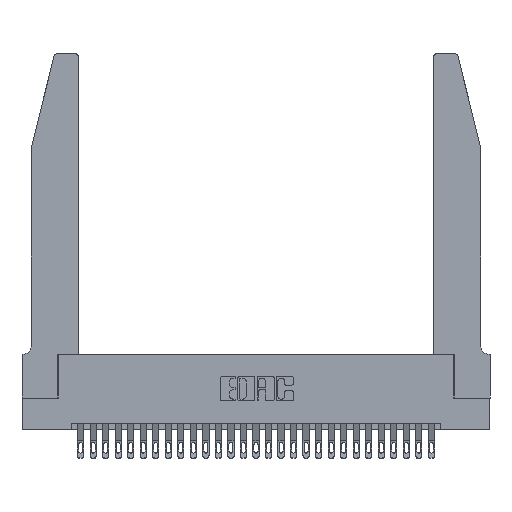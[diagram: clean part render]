
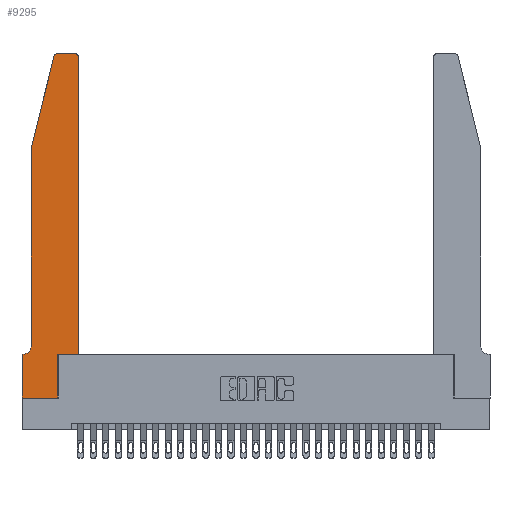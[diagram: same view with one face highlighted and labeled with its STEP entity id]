
A CAD part, top view. The second image highlights one B-rep face of the part: STEP entity #9295.
In plain terms, the highlighted planar face has unit normal (0, 0, 1).
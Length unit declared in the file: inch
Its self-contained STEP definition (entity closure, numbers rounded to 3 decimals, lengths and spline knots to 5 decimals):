
#330 = LINE ( 'NONE', #28545, #23996 ) ;
#711 = LINE ( 'NONE', #12179, #23658 ) ;
#1016 = CARTESIAN_POINT ( 'NONE',  ( 0.0755, 2., 0.37 ) ) ;
#1482 = DIRECTION ( 'NONE',  ( 0., 0., -1. ) ) ;
#1579 = VERTEX_POINT ( 'NONE', #20648 ) ;
#2430 = DIRECTION ( 'NONE',  ( 0., -1., 0. ) ) ;
#2646 = VECTOR ( 'NONE', #22130, 39.37008 ) ;
#2950 = LINE ( 'NONE', #13096, #26586 ) ;
#3168 = ORIENTED_EDGE ( 'NONE', *, *, #27045, .T. ) ;
#3592 = VECTOR ( 'NONE', #2430, 39.37008 ) ;
#3759 = CARTESIAN_POINT ( 'NONE',  ( 0.4505, 0.35, 0.37 ) ) ;
#4029 = PLANE ( 'NONE',  #7840 ) ;
#4123 = CARTESIAN_POINT ( 'NONE',  ( 0.284, 2.72, 0.37 ) ) ;
#4343 = CARTESIAN_POINT ( 'NONE',  ( 0., 0.35, 0.37 ) ) ;
#4431 = DIRECTION ( 'NONE',  ( 1., 0., 0. ) ) ;
#4840 = VERTEX_POINT ( 'NONE', #7497 ) ;
#5105 = EDGE_CURVE ( 'NONE', #23144, #29135, #29044, .T. ) ;
#5225 = VERTEX_POINT ( 'NONE', #29236 ) ;
#5693 = EDGE_LOOP ( 'NONE', ( #3168, #16217, #23613, #6821, #25040, #10488, #7930, #26110, #8661, #9404, #10850, #16948 ) ) ;
#6040 = CARTESIAN_POINT ( 'NONE',  ( 0.4205, 2.75, 0.37 ) ) ;
#6479 = DIRECTION ( 'NONE',  ( 1., 0., 0. ) ) ;
#6787 = CARTESIAN_POINT ( 'NONE',  ( 0.4505, 0.35, 0.37 ) ) ;
#6821 = ORIENTED_EDGE ( 'NONE', *, *, #26900, .T. ) ;
#6867 = VERTEX_POINT ( 'NONE', #6040 ) ;
#7192 = CARTESIAN_POINT ( 'NONE',  ( 0.0755, 0.42, 0.37 ) ) ;
#7441 = EDGE_CURVE ( 'NONE', #13525, #11442, #26154, .T. ) ;
#7497 = CARTESIAN_POINT ( 'NONE',  ( 0., 0., 0.37 ) ) ;
#7610 = EDGE_CURVE ( 'NONE', #11442, #28596, #27899, .T. ) ;
#7694 = AXIS2_PLACEMENT_3D ( 'NONE', #4123, #20190, #6479 ) ;
#7840 = AXIS2_PLACEMENT_3D ( 'NONE', #11068, #26932, #13365 ) ;
#7930 = ORIENTED_EDGE ( 'NONE', *, *, #24803, .T. ) ;
#7979 = VECTOR ( 'NONE', #28705, 39.37008 ) ;
#8661 = ORIENTED_EDGE ( 'NONE', *, *, #7441, .T. ) ;
#9295 = ADVANCED_FACE ( 'NONE', ( #22723 ), #4029, .T. ) ;
#9374 = CARTESIAN_POINT ( 'NONE',  ( 0.0755, 2., 0.37 ) ) ;
#9404 = ORIENTED_EDGE ( 'NONE', *, *, #7610, .T. ) ;
#9568 = VECTOR ( 'NONE', #16580, 39.37008 ) ;
#9676 = CARTESIAN_POINT ( 'NONE',  ( 0.0755, 2., 0.37 ) ) ;
#9826 = CARTESIAN_POINT ( 'NONE',  ( 0.0755, 0.35, 0.37 ) ) ;
#9871 = DIRECTION ( 'NONE',  ( -1., 0., 0. ) ) ;
#10488 = ORIENTED_EDGE ( 'NONE', *, *, #17155, .T. ) ;
#10850 = ORIENTED_EDGE ( 'NONE', *, *, #15184, .T. ) ;
#11068 = CARTESIAN_POINT ( 'NONE',  ( 0., 0.35, 0.37 ) ) ;
#11083 = CARTESIAN_POINT ( 'NONE',  ( 0.25487, 2.72718, 0.37 ) ) ;
#11266 = LINE ( 'NONE', #9826, #16641 ) ;
#11442 = VERTEX_POINT ( 'NONE', #18001 ) ;
#11953 = DIRECTION ( 'NONE',  ( 0., 0., 1. ) ) ;
#12085 = CARTESIAN_POINT ( 'NONE',  ( 0.4505, 0.35, 0.37 ) ) ;
#12120 = VERTEX_POINT ( 'NONE', #11083 ) ;
#12179 = CARTESIAN_POINT ( 'NONE',  ( 0.2605, 2.75, 0.37 ) ) ;
#13096 = CARTESIAN_POINT ( 'NONE',  ( 0., 0., 0.37 ) ) ;
#13365 = DIRECTION ( 'NONE',  ( 1., 0., 0. ) ) ;
#13525 = VERTEX_POINT ( 'NONE', #18153 ) ;
#13547 = VERTEX_POINT ( 'NONE', #4343 ) ;
#15184 = EDGE_CURVE ( 'NONE', #28596, #1579, #26295, .T. ) ;
#15361 = CARTESIAN_POINT ( 'NONE',  ( 0.0055, 0.42, 0.37 ) ) ;
#15571 = EDGE_CURVE ( 'NONE', #12120, #18461, #16395, .T. ) ;
#15909 = VECTOR ( 'NONE', #4431, 39.37008 ) ;
#16217 = ORIENTED_EDGE ( 'NONE', *, *, #27447, .T. ) ;
#16395 = LINE ( 'NONE', #9676, #9568 ) ;
#16580 = DIRECTION ( 'NONE',  ( -0.239, -0.971, 0. ) ) ;
#16641 = VECTOR ( 'NONE', #23433, 39.37008 ) ;
#16837 = AXIS2_PLACEMENT_3D ( 'NONE', #15361, #1482, #17613 ) ;
#16948 = ORIENTED_EDGE ( 'NONE', *, *, #20126, .T. ) ;
#17155 = EDGE_CURVE ( 'NONE', #29135, #13547, #11266, .T. ) ;
#17613 = DIRECTION ( 'NONE',  ( -1., 0., 0. ) ) ;
#18001 = CARTESIAN_POINT ( 'NONE',  ( 0.2865, 0.35, 0.37 ) ) ;
#18153 = CARTESIAN_POINT ( 'NONE',  ( 0.2865, 0., 0.37 ) ) ;
#18461 = VERTEX_POINT ( 'NONE', #1016 ) ;
#19257 = AXIS2_PLACEMENT_3D ( 'NONE', #25532, #11953, #27801 ) ;
#19750 = CIRCLE ( 'NONE', #7694, 0.03 ) ;
#19945 = DIRECTION ( 'NONE',  ( 0., -1., 0. ) ) ;
#20126 = EDGE_CURVE ( 'NONE', #1579, #6867, #20680, .T. ) ;
#20190 = DIRECTION ( 'NONE',  ( 0., 0., 1. ) ) ;
#20648 = CARTESIAN_POINT ( 'NONE',  ( 0.4505, 2.72, 0.37 ) ) ;
#20680 = CIRCLE ( 'NONE', #19257, 0.03 ) ;
#21839 = DIRECTION ( 'NONE',  ( 1., 0., 0. ) ) ;
#22130 = DIRECTION ( 'NONE',  ( 0., 1., 0. ) ) ;
#22723 = FACE_OUTER_BOUND ( 'NONE', #5693, .T. ) ;
#23144 = VERTEX_POINT ( 'NONE', #7192 ) ;
#23433 = DIRECTION ( 'NONE',  ( -1., 0., 0. ) ) ;
#23613 = ORIENTED_EDGE ( 'NONE', *, *, #15571, .T. ) ;
#23658 = VECTOR ( 'NONE', #9871, 39.37008 ) ;
#23996 = VECTOR ( 'NONE', #21839, 39.37008 ) ;
#24803 = EDGE_CURVE ( 'NONE', #13547, #4840, #2950, .T. ) ;
#25040 = ORIENTED_EDGE ( 'NONE', *, *, #5105, .T. ) ;
#25248 = CARTESIAN_POINT ( 'NONE',  ( 0.0055, 0.35, 0.37 ) ) ;
#25532 = CARTESIAN_POINT ( 'NONE',  ( 0.4205, 2.72, 0.37 ) ) ;
#26110 = ORIENTED_EDGE ( 'NONE', *, *, #26549, .T. ) ;
#26154 = LINE ( 'NONE', #26448, #7979 ) ;
#26295 = LINE ( 'NONE', #3759, #2646 ) ;
#26448 = CARTESIAN_POINT ( 'NONE',  ( 0.2865, 0.35, 0.37 ) ) ;
#26549 = EDGE_CURVE ( 'NONE', #4840, #13525, #330, .T. ) ;
#26586 = VECTOR ( 'NONE', #19945, 39.37008 ) ;
#26900 = EDGE_CURVE ( 'NONE', #18461, #23144, #28615, .T. ) ;
#26932 = DIRECTION ( 'NONE',  ( 0., 0., 1. ) ) ;
#27045 = EDGE_CURVE ( 'NONE', #6867, #5225, #711, .T. ) ;
#27447 = EDGE_CURVE ( 'NONE', #5225, #12120, #19750, .T. ) ;
#27801 = DIRECTION ( 'NONE',  ( 1., 0., 0. ) ) ;
#27899 = LINE ( 'NONE', #6787, #15909 ) ;
#28545 = CARTESIAN_POINT ( 'NONE',  ( 0., 0., 0.37 ) ) ;
#28596 = VERTEX_POINT ( 'NONE', #12085 ) ;
#28615 = LINE ( 'NONE', #9374, #3592 ) ;
#28705 = DIRECTION ( 'NONE',  ( 0., 1., 0. ) ) ;
#29044 = CIRCLE ( 'NONE', #16837, 0.07 ) ;
#29135 = VERTEX_POINT ( 'NONE', #25248 ) ;
#29236 = CARTESIAN_POINT ( 'NONE',  ( 0.284, 2.75, 0.37 ) ) ;
